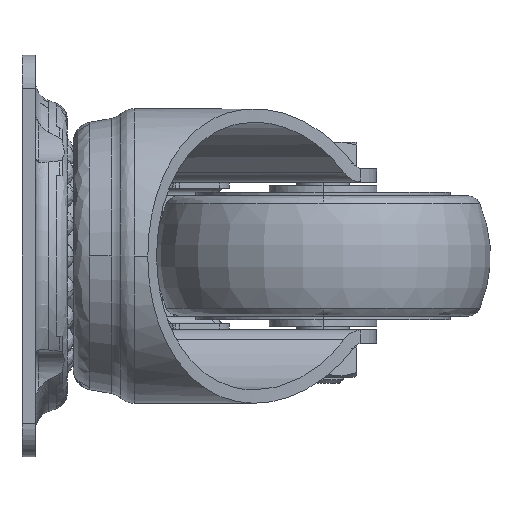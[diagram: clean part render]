
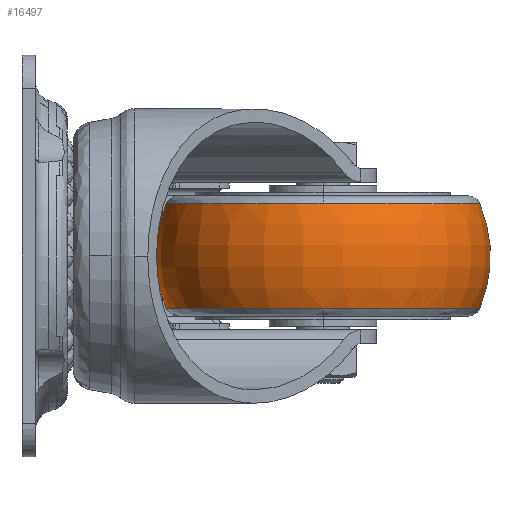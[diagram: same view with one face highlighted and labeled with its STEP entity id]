
A CAD part, left-side view. The second image highlights one B-rep face of the part: STEP entity #16497.
In plain terms, the highlighted toroidal (fillet/blend) face has major radius 5 mm and minor radius 20 mm.
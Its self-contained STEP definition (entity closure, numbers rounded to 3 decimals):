
#528 = EDGE_CURVE ( 'NONE', #5503, #10953, #3702, .T. ) ;
#3210 = CARTESIAN_POINT ( 'NONE',  ( 24., -44.46, 7.778 ) ) ;
#3702 = CIRCLE ( 'NONE', #24528, 23.426 ) ;
#3769 = VERTEX_POINT ( 'NONE', #28761 ) ;
#5333 = CARTESIAN_POINT ( 'NONE',  ( 24., -44.46, 7.778 ) ) ;
#5503 = VERTEX_POINT ( 'NONE', #24441 ) ;
#5995 = DIRECTION ( 'NONE',  ( 1., 0., 0. ) ) ;
#6236 = VERTEX_POINT ( 'NONE', #25050 ) ;
#8274 = DIRECTION ( 'NONE',  ( 0., 0., -1. ) ) ;
#8804 = CARTESIAN_POINT ( 'NONE',  ( 24., -49.46, 0. ) ) ;
#9447 = CARTESIAN_POINT ( 'NONE',  ( 24., -44.46, -7.778 ) ) ;
#9455 = CIRCLE ( 'NONE', #27305, 20. ) ;
#9988 = ORIENTED_EDGE ( 'NONE', *, *, #22746, .T. ) ;
#10708 = CIRCLE ( 'NONE', #30245, 23.426 ) ;
#10953 = VERTEX_POINT ( 'NONE', #15439 ) ;
#11187 = CARTESIAN_POINT ( 'NONE',  ( 24., -39.46, 0. ) ) ;
#11339 = VERTEX_POINT ( 'NONE', #20069 ) ;
#12459 = CIRCLE ( 'NONE', #25603, 20. ) ;
#13066 = CIRCLE ( 'NONE', #32094, 23.426 ) ;
#13381 = ORIENTED_EDGE ( 'NONE', *, *, #36696, .T. ) ;
#14360 = VERTEX_POINT ( 'NONE', #34934 ) ;
#15439 = CARTESIAN_POINT ( 'NONE',  ( 0.574, -44.46, -7.778 ) ) ;
#16263 = DIRECTION ( 'NONE',  ( 0., 0., -1. ) ) ;
#16497 = ADVANCED_FACE ( 'NONE', ( #22061 ), #34250, .T. ) ;
#16752 = ORIENTED_EDGE ( 'NONE', *, *, #20288, .F. ) ;
#17646 = DIRECTION ( 'NONE',  ( -1., 0., 0. ) ) ;
#17957 = EDGE_LOOP ( 'NONE', ( #9988, #19677, #13381, #21736, #35780, #16752 ) ) ;
#19205 = DIRECTION ( 'NONE',  ( 0., -1., 0. ) ) ;
#19370 = CARTESIAN_POINT ( 'NONE',  ( 24., -44.46, -7.778 ) ) ;
#19677 = ORIENTED_EDGE ( 'NONE', *, *, #36284, .T. ) ;
#20009 = AXIS2_PLACEMENT_3D ( 'NONE', #27459, #16263, #30421 ) ;
#20069 = CARTESIAN_POINT ( 'NONE',  ( 24., -67.886, -7.778 ) ) ;
#20176 = DIRECTION ( 'NONE',  ( -1., 0., 0. ) ) ;
#20288 = EDGE_CURVE ( 'NONE', #6236, #11339, #9455, .T. ) ;
#20315 = CIRCLE ( 'NONE', #34550, 23.426 ) ;
#20835 = EDGE_CURVE ( 'NONE', #10953, #11339, #10708, .T. ) ;
#21736 = ORIENTED_EDGE ( 'NONE', *, *, #528, .T. ) ;
#22061 = FACE_OUTER_BOUND ( 'NONE', #17957, .T. ) ;
#22746 = EDGE_CURVE ( 'NONE', #6236, #3769, #20315, .T. ) ;
#24441 = CARTESIAN_POINT ( 'NONE',  ( 24., -21.034, -7.778 ) ) ;
#24528 = AXIS2_PLACEMENT_3D ( 'NONE', #19370, #33675, #25286 ) ;
#24707 = DIRECTION ( 'NONE',  ( -1., 0., 0. ) ) ;
#25050 = CARTESIAN_POINT ( 'NONE',  ( 24., -67.886, 7.778 ) ) ;
#25286 = DIRECTION ( 'NONE',  ( -1., 0., 0. ) ) ;
#25603 = AXIS2_PLACEMENT_3D ( 'NONE', #11187, #30724, #19205 ) ;
#27305 = AXIS2_PLACEMENT_3D ( 'NONE', #8804, #5995, #28675 ) ;
#27459 = CARTESIAN_POINT ( 'NONE',  ( 24., -44.46, 0. ) ) ;
#28675 = DIRECTION ( 'NONE',  ( 0., 1., 0. ) ) ;
#28761 = CARTESIAN_POINT ( 'NONE',  ( 0.574, -44.46, 7.778 ) ) ;
#30245 = AXIS2_PLACEMENT_3D ( 'NONE', #9447, #31760, #17646 ) ;
#30421 = DIRECTION ( 'NONE',  ( 0., -1., 0. ) ) ;
#30724 = DIRECTION ( 'NONE',  ( -1., 0., 0. ) ) ;
#31760 = DIRECTION ( 'NONE',  ( 0., 0., 1. ) ) ;
#32094 = AXIS2_PLACEMENT_3D ( 'NONE', #3210, #8274, #20176 ) ;
#33621 = DIRECTION ( 'NONE',  ( 0., 0., -1. ) ) ;
#33675 = DIRECTION ( 'NONE',  ( 0., 0., 1. ) ) ;
#34250 = TOROIDAL_SURFACE ( 'NONE', #20009, 5., 20. ) ;
#34550 = AXIS2_PLACEMENT_3D ( 'NONE', #5333, #33621, #24707 ) ;
#34934 = CARTESIAN_POINT ( 'NONE',  ( 24., -21.034, 7.778 ) ) ;
#35780 = ORIENTED_EDGE ( 'NONE', *, *, #20835, .T. ) ;
#36284 = EDGE_CURVE ( 'NONE', #3769, #14360, #13066, .T. ) ;
#36696 = EDGE_CURVE ( 'NONE', #14360, #5503, #12459, .T. ) ;
